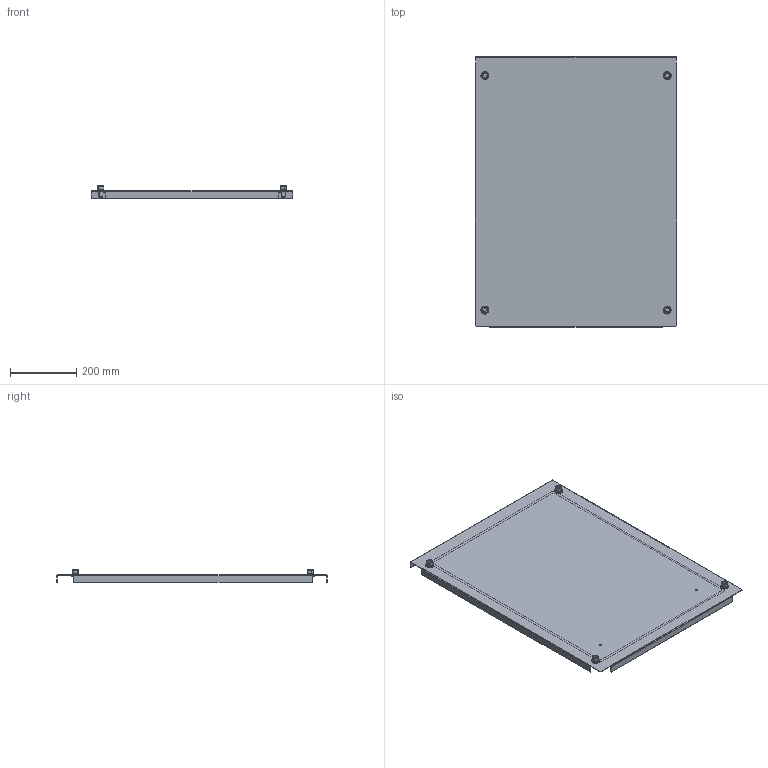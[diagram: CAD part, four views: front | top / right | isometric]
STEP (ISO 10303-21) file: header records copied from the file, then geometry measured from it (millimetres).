
FILE_DESCRIPTION (( 'STEP AP214' ), '1' );
FILE_NAME ('PT6D800WP Ïàíåëü âåðõíÿÿ_èçâ0088.03_02.20.step', '2020-11-05T18:46:19', ( '' ), ( '' ), 'SwSTEP 2.0', 'SolidWorks 2019', '' );
FILE_SCHEMA (( 'AUTOMOTIVE_DESIGN' ));
Length unit declared in the file: millimetre
Products named in the file (24): Âèíò ñ âí. øåñòèãðàííèêîì M12 ÃÎÑÒ 11738-84; PT6D800WP Ïàíåëü âåðõíÿÿ_èçâ0088.03_02.20; ﾘ琺矜 65ﾃ 019 ﾃﾎﾑﾒ 6402-70; Øïèëüêà Ì6õ12; Óïëîòíèòåëü ïîëèóðåòàíîâûé ïàíåëè âåðõíåé 600_800_00; AVT005.12.00.01 Ïàíåëü âåðõíÿÿ_èçâ0088.03_02.20; ﾘ琺矜 01.019 ﾃﾎﾑﾒ11371-78; Øïèëüêà Ì6õ12_00; ﾘ琺矜 01.019 ﾃﾎﾑﾒ11371-78_12; Óïëîòíèòåëü ïîëèóðåòàíîâûé ïàíåëè âåðõíåé 600_800; ﾘ琺矜 65ﾃ 019 ﾃﾎﾑﾒ 6402-70_12; AVT005.12.00.01 Ïàíåëü âåðõíÿÿ_èçâ0088.03_02.20_00; Âèíò ñ âí. øåñòèãðàííèêîì M12 ÃÎÑÒ 11738-84_Œ12å25; AVT005.12.00.00 Ïàíåëü âåðõíÿÿ_èçâ0088.03_02.20_00
Assembly tree (17 placements, depth 3):
  Âèíò ñ âí. øåñòèãðàííèêîì M12 ÃÎÑÒ 11738-84
  PT6D800WP Ïàíåëü âåðõíÿÿ_èçâ0088.03_02.20
    AVT005.12.00.00 Ïàíåëü âåðõíÿÿ_èçâ0088.03_02.20_00
      AVT005.12.00.01 Ïàíåëü âåðõíÿÿ_èçâ0088.03_02.20_00
      Øïèëüêà Ì6õ12_00  x2
    Âèíò ñ âí. øåñòèãðàííèêîì M12 ÃÎÑÒ 11738-84_Œ12å25  x4
    ﾘ琺矜 01.019 ﾃﾎﾑﾒ11371-78_12  x4
    ﾘ琺矜 65ﾃ 019 ﾃﾎﾑﾒ 6402-70_12  x4
    Óïëîòíèòåëü ïîëèóðåòàíîâûé ïàíåëè âåðõíåé 600_800_00
  Âèíò ñ âí. øåñòèãðàííèêîì M12 ÃÎÑÒ 11738-84
  ﾘ琺矜 65ﾃ 019 ﾃﾎﾑﾒ 6402-70
  Øïèëüêà Ì6õ12
Bounding box: 609 x 815 x 37.5 mm (x, y, z)
Volume: 905246.7 mm3; surface area: 1162391.4 mm2
Topology: 16 solids, 16 shells, 261 faces, 570 edges, 354 vertices
Faces by surface type: plane 121, cylinder 112, torus 16, cone 12
Entity records: 4368 total; most frequent: DIRECTION 730, CARTESIAN_POINT 685, ORIENTED_EDGE 616, EDGE_CURVE 308, AXIS2_PLACEMENT_3D 275, VERTEX_POINT 190, VECTOR 180, LINE 180
